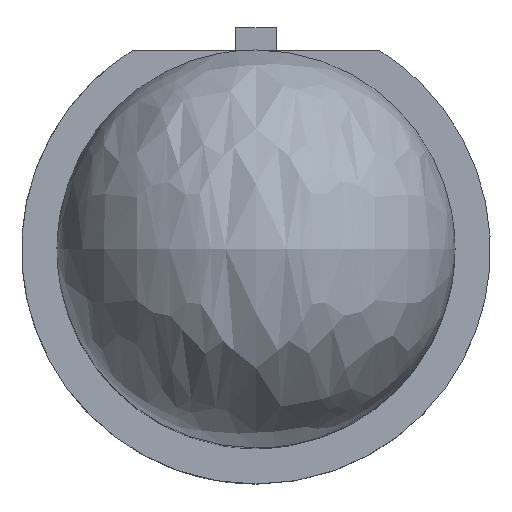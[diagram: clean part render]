
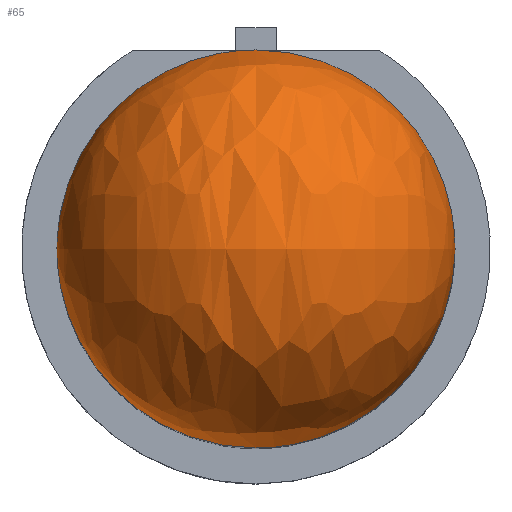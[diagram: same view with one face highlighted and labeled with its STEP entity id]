
A CAD part, top view. The second image highlights one B-rep face of the part: STEP entity #65.
In plain terms, the highlighted free-form (B-spline) face has degree [3, 3] with [4, 4] control points.
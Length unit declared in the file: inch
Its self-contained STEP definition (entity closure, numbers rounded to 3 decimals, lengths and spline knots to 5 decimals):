
#65=ADVANCED_FACE('',(#92),#491,.T.);
#92=FACE_OUTER_BOUND('',#119,.T.);
#119=EDGE_LOOP('',(#156,#157,#158,#159));
#156=ORIENTED_EDGE('',*,*,#292,.F.);
#157=ORIENTED_EDGE('',*,*,#297,.F.);
#158=ORIENTED_EDGE('',*,*,#296,.F.);
#159=ORIENTED_EDGE('',*,*,#293,.F.);
#292=EDGE_CURVE('',#440,#441,#427,.T.);
#293=EDGE_CURVE('',#441,#442,#428,.T.);
#296=EDGE_CURVE('',#442,#443,#430,.T.);
#297=EDGE_CURVE('',#443,#440,#431,.T.);
#427=(
BOUNDED_CURVE()
B_SPLINE_CURVE(2,(#662,#663,#664),.UNSPECIFIED.,.F.,.F.)
B_SPLINE_CURVE_WITH_KNOTS((3,3),(0.,0.15472),.UNSPECIFIED.)
CURVE()
GEOMETRIC_REPRESENTATION_ITEM()
RATIONAL_B_SPLINE_CURVE((1.,0.707,1.))
REPRESENTATION_ITEM('')
);
#428=(
BOUNDED_CURVE()
B_SPLINE_CURVE(2,(#665,#666,#667),.UNSPECIFIED.,.F.,.F.)
B_SPLINE_CURVE_WITH_KNOTS((3,3),(0.,0.15472),.UNSPECIFIED.)
CURVE()
GEOMETRIC_REPRESENTATION_ITEM()
RATIONAL_B_SPLINE_CURVE((1.,0.707,1.))
REPRESENTATION_ITEM('')
);
#430=(
BOUNDED_CURVE()
B_SPLINE_CURVE(2,(#675,#676,#677),.UNSPECIFIED.,.F.,.F.)
B_SPLINE_CURVE_WITH_KNOTS((3,3),(0.,0.15472),.UNSPECIFIED.)
CURVE()
GEOMETRIC_REPRESENTATION_ITEM()
RATIONAL_B_SPLINE_CURVE((1.,0.707,1.))
REPRESENTATION_ITEM('')
);
#431=(
BOUNDED_CURVE()
B_SPLINE_CURVE(2,(#678,#679,#680),.UNSPECIFIED.,.F.,.F.)
B_SPLINE_CURVE_WITH_KNOTS((3,3),(0.,0.15472),.UNSPECIFIED.)
CURVE()
GEOMETRIC_REPRESENTATION_ITEM()
RATIONAL_B_SPLINE_CURVE((1.,0.707,1.))
REPRESENTATION_ITEM('')
);
#440=VERTEX_POINT('',#651);
#441=VERTEX_POINT('',#652);
#442=VERTEX_POINT('',#653);
#443=VERTEX_POINT('',#654);
#491=(
BOUNDED_SURFACE()
B_SPLINE_SURFACE(3,3,((#633,#634,#635,#636),(#637,#638,#639,#640),(#641,
#642,#643,#644),(#645,#646,#647,#648)),.UNSPECIFIED.,.F.,.F.,.F.)
B_SPLINE_SURFACE_WITH_KNOTS((4,4),(4,4),(0.,1.),(0.,1.),.UNSPECIFIED.)
GEOMETRIC_REPRESENTATION_ITEM()
RATIONAL_B_SPLINE_SURFACE(((1.,0.333,0.333,1.),(0.333,
0.111,0.111,0.333),(0.333,
0.111,0.111,0.333),(1.,0.333,
0.333,1.)))
REPRESENTATION_ITEM('')
SURFACE()
);
#633=CARTESIAN_POINT('',(0.0985,0.2405,0.));
#634=CARTESIAN_POINT('',(0.0985,0.2405,0.));
#635=CARTESIAN_POINT('',(0.0985,0.2405,0.));
#636=CARTESIAN_POINT('',(0.0985,0.2405,0.));
#637=CARTESIAN_POINT('',(0.0985,0.2405,-0.197));
#638=CARTESIAN_POINT('',(0.0985,0.6345,-0.197));
#639=CARTESIAN_POINT('',(0.0985,0.6345,0.197));
#640=CARTESIAN_POINT('',(0.0985,0.2405,0.197));
#641=CARTESIAN_POINT('',(-0.0985,0.2405,-0.197));
#642=CARTESIAN_POINT('',(-0.0985,0.6345,-0.197));
#643=CARTESIAN_POINT('',(-0.0985,0.6345,0.197));
#644=CARTESIAN_POINT('',(-0.0985,0.2405,0.197));
#645=CARTESIAN_POINT('',(-0.0985,0.2405,0.));
#646=CARTESIAN_POINT('',(-0.0985,0.2405,0.));
#647=CARTESIAN_POINT('',(-0.0985,0.2405,0.));
#648=CARTESIAN_POINT('',(-0.0985,0.2405,0.));
#651=CARTESIAN_POINT('',(0.,0.2405,-0.0985));
#652=CARTESIAN_POINT('',(0.0985,0.2405,0.));
#653=CARTESIAN_POINT('',(0.,0.2405,0.0985));
#654=CARTESIAN_POINT('',(-0.0985,0.2405,0.));
#662=CARTESIAN_POINT('',(0.,0.2405,-0.0985));
#663=CARTESIAN_POINT('',(0.0985,0.2405,-0.0985));
#664=CARTESIAN_POINT('',(0.0985,0.2405,0.));
#665=CARTESIAN_POINT('',(0.0985,0.2405,0.));
#666=CARTESIAN_POINT('',(0.0985,0.2405,0.0985));
#667=CARTESIAN_POINT('',(0.,0.2405,0.0985));
#675=CARTESIAN_POINT('',(0.,0.2405,0.0985));
#676=CARTESIAN_POINT('',(-0.0985,0.2405,0.0985));
#677=CARTESIAN_POINT('',(-0.0985,0.2405,0.));
#678=CARTESIAN_POINT('',(-0.0985,0.2405,0.));
#679=CARTESIAN_POINT('',(-0.0985,0.2405,-0.0985));
#680=CARTESIAN_POINT('',(0.,0.2405,-0.0985));
